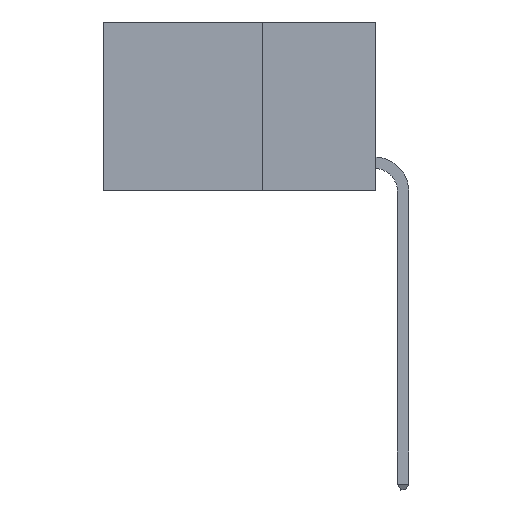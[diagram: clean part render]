
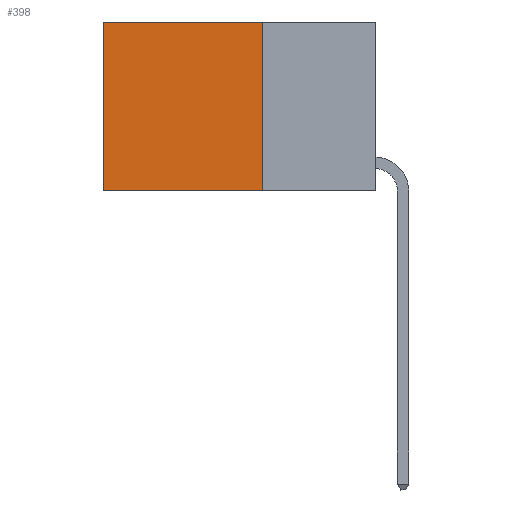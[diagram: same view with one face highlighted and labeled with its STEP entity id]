
A CAD part, left-side view. The second image highlights one B-rep face of the part: STEP entity #398.
In plain terms, the highlighted planar face has unit normal (-1, 0, 0).
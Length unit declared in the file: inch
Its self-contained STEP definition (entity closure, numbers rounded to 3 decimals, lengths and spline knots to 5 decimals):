
#398 = ADVANCED_FACE ( 'NONE', ( #4461 ), #1742, .F. ) ;
#1135 = VECTOR ( 'NONE', #8356, 39.37008 ) ;
#1306 = VERTEX_POINT ( 'NONE', #9326 ) ;
#1402 = EDGE_CURVE ( 'NONE', #12012, #1306, #6425, .T. ) ;
#1670 = DIRECTION ( 'NONE',  ( 0., 0., -1. ) ) ;
#1700 = DIRECTION ( 'NONE',  ( 1., 0., 0. ) ) ;
#1742 = PLANE ( 'NONE',  #5592 ) ;
#1788 = CARTESIAN_POINT ( 'NONE',  ( 0.2625, 0.25, 0. ) ) ;
#2521 = CARTESIAN_POINT ( 'NONE',  ( 0.2625, 0.25, 0. ) ) ;
#3208 = EDGE_LOOP ( 'NONE', ( #4981, #4099, #11610, #8569 ) ) ;
#3335 = DIRECTION ( 'NONE',  ( 0., 1., 0. ) ) ;
#4099 = ORIENTED_EDGE ( 'NONE', *, *, #8673, .F. ) ;
#4461 = FACE_OUTER_BOUND ( 'NONE', #3208, .T. ) ;
#4981 = ORIENTED_EDGE ( 'NONE', *, *, #6128, .T. ) ;
#5443 = LINE ( 'NONE', #10231, #7768 ) ;
#5592 = AXIS2_PLACEMENT_3D ( 'NONE', #1788, #1700, #1670 ) ;
#6128 = EDGE_CURVE ( 'NONE', #1306, #7739, #9663, .T. ) ;
#6262 = CARTESIAN_POINT ( 'NONE',  ( 0.2625, 0.6, 0. ) ) ;
#6425 = LINE ( 'NONE', #8644, #1135 ) ;
#6871 = EDGE_CURVE ( 'NONE', #12012, #11388, #12677, .T. ) ;
#7260 = DIRECTION ( 'NONE',  ( 0., 0., -1. ) ) ;
#7500 = VECTOR ( 'NONE', #10445, 39.37008 ) ;
#7668 = CARTESIAN_POINT ( 'NONE',  ( 0.2625, 0.25, 0. ) ) ;
#7739 = VERTEX_POINT ( 'NONE', #11828 ) ;
#7768 = VECTOR ( 'NONE', #3335, 39.37008 ) ;
#8356 = DIRECTION ( 'NONE',  ( 0., 1., 0. ) ) ;
#8569 = ORIENTED_EDGE ( 'NONE', *, *, #1402, .T. ) ;
#8644 = CARTESIAN_POINT ( 'NONE',  ( 0.2625, 0.25, 0. ) ) ;
#8673 = EDGE_CURVE ( 'NONE', #11388, #7739, #5443, .T. ) ;
#9326 = CARTESIAN_POINT ( 'NONE',  ( 0.2625, 0.6, 0. ) ) ;
#9663 = LINE ( 'NONE', #6262, #11938 ) ;
#9710 = CARTESIAN_POINT ( 'NONE',  ( 0.2625, 0.25, -0.37 ) ) ;
#10231 = CARTESIAN_POINT ( 'NONE',  ( 0.2625, 0.25, -0.37 ) ) ;
#10445 = DIRECTION ( 'NONE',  ( 0., 0., -1. ) ) ;
#11388 = VERTEX_POINT ( 'NONE', #9710 ) ;
#11610 = ORIENTED_EDGE ( 'NONE', *, *, #6871, .F. ) ;
#11828 = CARTESIAN_POINT ( 'NONE',  ( 0.2625, 0.6, -0.37 ) ) ;
#11938 = VECTOR ( 'NONE', #7260, 39.37008 ) ;
#12012 = VERTEX_POINT ( 'NONE', #7668 ) ;
#12677 = LINE ( 'NONE', #2521, #7500 ) ;
